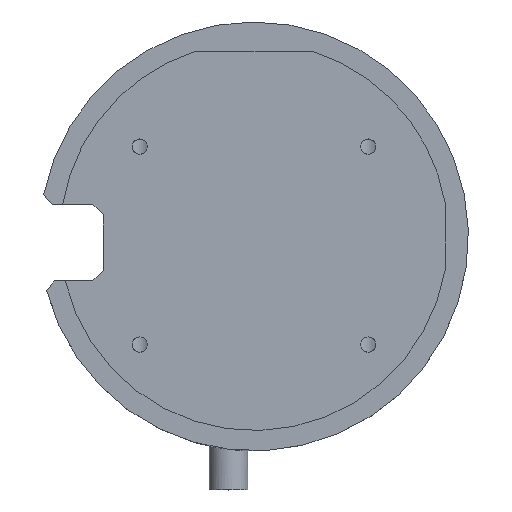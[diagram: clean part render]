
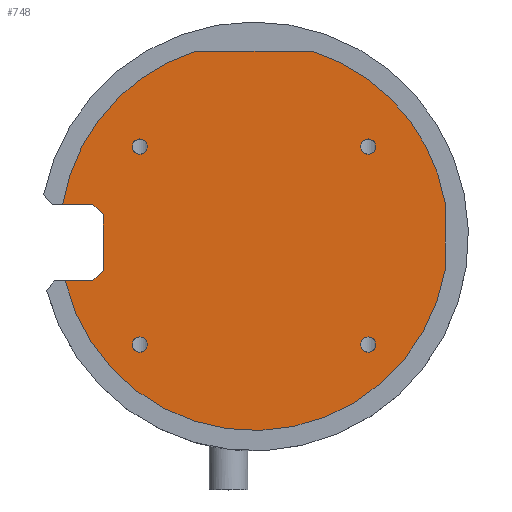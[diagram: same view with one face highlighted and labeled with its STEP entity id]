
A CAD part, top view. The second image highlights one B-rep face of the part: STEP entity #748.
In plain terms, the highlighted planar face has unit normal (0, 0, 1).
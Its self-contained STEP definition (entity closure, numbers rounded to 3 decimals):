
#35=FACE_BOUND('',#136,.T.);
#36=FACE_BOUND('',#137,.T.);
#37=FACE_BOUND('',#138,.T.);
#38=FACE_BOUND('',#139,.T.);
#62=PLANE('',#824);
#91=FACE_OUTER_BOUND('',#135,.T.);
#135=EDGE_LOOP('',(#604,#605,#606,#607,#608,#609,#610,#611,#612,#613));
#136=EDGE_LOOP('',(#614));
#137=EDGE_LOOP('',(#615));
#138=EDGE_LOOP('',(#616));
#139=EDGE_LOOP('',(#617));
#174=CIRCLE('',#802,38.25);
#175=CIRCLE('',#804,38.25);
#178=CIRCLE('',#811,38.25);
#179=CIRCLE('',#814,1.5);
#180=CIRCLE('',#816,1.5);
#181=CIRCLE('',#818,1.5);
#182=CIRCLE('',#820,1.5);
#206=LINE('',#1152,#256);
#218=LINE('',#1184,#268);
#220=LINE('',#1188,#270);
#223=LINE('',#1194,#273);
#226=LINE('',#1199,#276);
#230=LINE('',#1223,#280);
#233=LINE('',#1230,#283);
#256=VECTOR('',#889,10.);
#268=VECTOR('',#915,10.);
#270=VECTOR('',#919,10.);
#273=VECTOR('',#924,10.);
#276=VECTOR('',#929,10.);
#280=VECTOR('',#959,10.);
#283=VECTOR('',#968,10.);
#322=VERTEX_POINT('',#1149);
#323=VERTEX_POINT('',#1151);
#335=VERTEX_POINT('',#1181);
#336=VERTEX_POINT('',#1183);
#337=VERTEX_POINT('',#1187);
#339=VERTEX_POINT('',#1193);
#343=VERTEX_POINT('',#1208);
#344=VERTEX_POINT('',#1212);
#347=VERTEX_POINT('',#1222);
#348=VERTEX_POINT('',#1226);
#352=VERTEX_POINT('',#1274);
#356=VERTEX_POINT('',#1319);
#360=VERTEX_POINT('',#1365);
#364=VERTEX_POINT('',#1410);
#399=EDGE_CURVE('',#323,#322,#206,.T.);
#415=EDGE_CURVE('',#336,#335,#218,.T.);
#417=EDGE_CURVE('',#323,#337,#220,.T.);
#420=EDGE_CURVE('',#339,#337,#223,.T.);
#423=EDGE_CURVE('',#339,#335,#226,.T.);
#428=EDGE_CURVE('',#343,#336,#174,.T.);
#431=EDGE_CURVE('',#322,#344,#175,.T.);
#434=EDGE_CURVE('',#344,#347,#230,.T.);
#436=EDGE_CURVE('',#347,#348,#178,.T.);
#438=EDGE_CURVE('',#348,#343,#233,.T.);
#443=EDGE_CURVE('',#352,#352,#179,.T.);
#448=EDGE_CURVE('',#356,#356,#180,.T.);
#453=EDGE_CURVE('',#360,#360,#181,.T.);
#458=EDGE_CURVE('',#364,#364,#182,.T.);
#604=ORIENTED_EDGE('',*,*,#399,.T.);
#605=ORIENTED_EDGE('',*,*,#431,.T.);
#606=ORIENTED_EDGE('',*,*,#434,.T.);
#607=ORIENTED_EDGE('',*,*,#436,.T.);
#608=ORIENTED_EDGE('',*,*,#438,.T.);
#609=ORIENTED_EDGE('',*,*,#428,.T.);
#610=ORIENTED_EDGE('',*,*,#415,.T.);
#611=ORIENTED_EDGE('',*,*,#423,.F.);
#612=ORIENTED_EDGE('',*,*,#420,.T.);
#613=ORIENTED_EDGE('',*,*,#417,.F.);
#614=ORIENTED_EDGE('',*,*,#443,.T.);
#615=ORIENTED_EDGE('',*,*,#448,.T.);
#616=ORIENTED_EDGE('',*,*,#453,.T.);
#617=ORIENTED_EDGE('',*,*,#458,.T.);
#748=ADVANCED_FACE('',(#91,#35,#36,#37,#38),#62,.T.);
#802=AXIS2_PLACEMENT_3D('',#1209,#941,#942);
#804=AXIS2_PLACEMENT_3D('',#1214,#947,#948);
#811=AXIS2_PLACEMENT_3D('',#1227,#963,#964);
#814=AXIS2_PLACEMENT_3D('',#1276,#972,#973);
#816=AXIS2_PLACEMENT_3D('',#1321,#977,#978);
#818=AXIS2_PLACEMENT_3D('',#1367,#982,#983);
#820=AXIS2_PLACEMENT_3D('',#1412,#987,#988);
#824=AXIS2_PLACEMENT_3D('',#1422,#997,#998);
#889=DIRECTION('',(-1.,0.,0.));
#915=DIRECTION('',(1.,0.,0.));
#919=DIRECTION('',(0.707,0.707,0.));
#924=DIRECTION('',(0.,-1.,0.));
#929=DIRECTION('',(-0.707,0.707,0.));
#941=DIRECTION('center_axis',(0.,0.,1.));
#942=DIRECTION('ref_axis',(-1.,0.,0.));
#947=DIRECTION('center_axis',(0.,0.,1.));
#948=DIRECTION('ref_axis',(-1.,0.,0.));
#959=DIRECTION('',(0.,1.,0.));
#963=DIRECTION('center_axis',(0.,0.,1.));
#964=DIRECTION('ref_axis',(-1.,0.,0.));
#968=DIRECTION('',(-1.,0.,0.));
#972=DIRECTION('center_axis',(0.,0.,-1.));
#973=DIRECTION('ref_axis',(-1.,0.,0.));
#977=DIRECTION('center_axis',(0.,0.,-1.));
#978=DIRECTION('ref_axis',(-1.,0.,0.));
#982=DIRECTION('center_axis',(0.,0.,-1.));
#983=DIRECTION('ref_axis',(-1.,0.,0.));
#987=DIRECTION('center_axis',(0.,0.,-1.));
#988=DIRECTION('ref_axis',(-1.,0.,0.));
#997=DIRECTION('center_axis',(0.,0.,1.));
#998=DIRECTION('ref_axis',(-1.,0.,0.));
#1149=CARTESIAN_POINT('',(142.764,-6.626,-172.875));
#1151=CARTESIAN_POINT('',(148.269,-6.626,-172.875));
#1152=CARTESIAN_POINT('',(165.134,-6.626,-172.875));
#1181=CARTESIAN_POINT('',(148.269,8.374,-172.875));
#1183=CARTESIAN_POINT('',(142.264,8.374,-172.875));
#1184=CARTESIAN_POINT('',(159.107,8.374,-172.875));
#1187=CARTESIAN_POINT('',(150.269,-4.626,-172.875));
#1188=CARTESIAN_POINT('',(158.889,3.995,-172.875));
#1193=CARTESIAN_POINT('',(150.269,6.374,-172.875));
#1194=CARTESIAN_POINT('',(150.269,5.25,-172.875));
#1199=CARTESIAN_POINT('',(158.264,-1.621,-172.875));
#1208=CARTESIAN_POINT('',(168.5,38.605,-172.875));
#1209=CARTESIAN_POINT('Origin',(180.,2.125,-172.875));
#1212=CARTESIAN_POINT('',(217.694,-4.375,-172.875));
#1214=CARTESIAN_POINT('Origin',(180.,2.125,-172.875));
#1222=CARTESIAN_POINT('',(217.694,8.625,-172.875));
#1223=CARTESIAN_POINT('',(217.694,5.375,-172.875));
#1226=CARTESIAN_POINT('',(191.5,38.605,-172.875));
#1227=CARTESIAN_POINT('Origin',(180.,2.125,-172.875));
#1230=CARTESIAN_POINT('',(174.25,38.605,-172.875));
#1274=CARTESIAN_POINT('',(204.,-19.176,-172.875));
#1276=CARTESIAN_POINT('Origin',(202.5,-19.176,-172.875));
#1319=CARTESIAN_POINT('',(159.,-19.176,-172.875));
#1321=CARTESIAN_POINT('Origin',(157.5,-19.176,-172.875));
#1365=CARTESIAN_POINT('',(204.,19.824,-172.875));
#1367=CARTESIAN_POINT('Origin',(202.5,19.824,-172.875));
#1410=CARTESIAN_POINT('',(159.,19.824,-172.875));
#1412=CARTESIAN_POINT('Origin',(157.5,19.824,-172.875));
#1422=CARTESIAN_POINT('Origin',(180.,2.125,-172.875));
